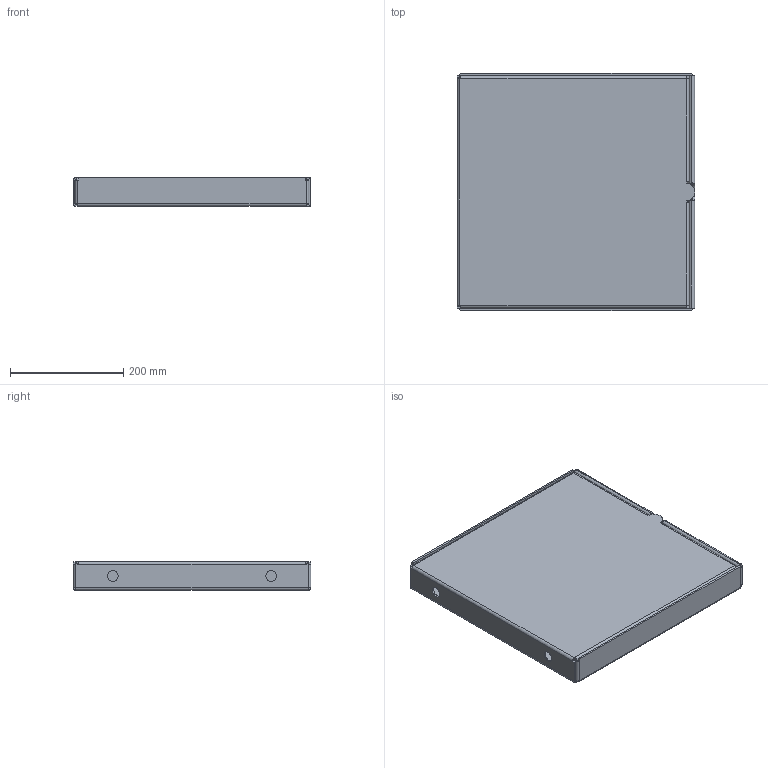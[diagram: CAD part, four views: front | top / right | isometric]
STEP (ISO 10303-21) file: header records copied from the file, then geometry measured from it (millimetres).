
FILE_DESCRIPTION(/* description */ (''),/* implementation_level */ '2;1');
FILE_NAME(/* name */ 'Standard Large v8_step.stp',/* time_stamp */ '2025-05-13T12:08:43-04:00',/* author */ (''),/* organization */ (''),/* preprocessor_version */ 'ST-DEVELOPER v20.1',/* originating_system */ 'Autodesk Translation Framework v14.4.0.0',/* authorisation */ '');
FILE_SCHEMA (('AUTOMOTIVE_DESIGN { 1 0 10303 214 3 1 1 }'));
Length unit declared in the file: centimetre
Products named in the file (1): Standard Large
Bounding box: 419.39 x 419.1 x 50.8 mm (x, y, z)
Volume: 1535343.7 mm3; surface area: 980949.5 mm2
Topology: 1 solids, 1 shells, 188 faces, 460 edges, 266 vertices
Faces by surface type: plane 136, cylinder 46, bspline 6
Full cylindrical faces by diameter (mm): 19.05 x2
Entity records: 5572 total; most frequent: CARTESIAN_POINT 1137, ORIENTED_EDGE 920, DIRECTION 894, EDGE_CURVE 460, LINE 368, VECTOR 368, VERTEX_POINT 266, AXIS2_PLACEMENT_3D 263
